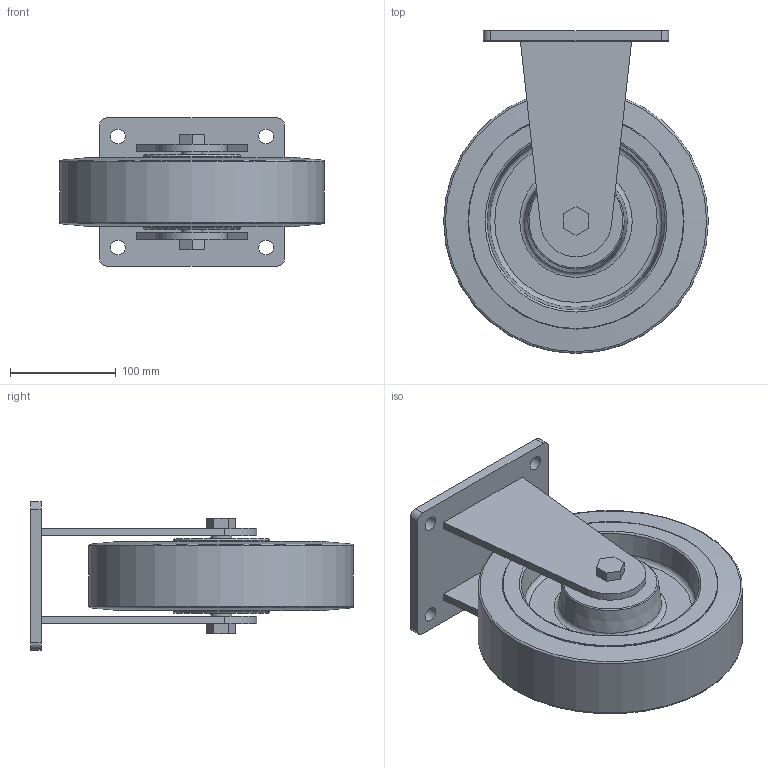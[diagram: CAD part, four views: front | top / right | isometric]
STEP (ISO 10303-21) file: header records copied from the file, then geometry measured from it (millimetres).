
FILE_DESCRIPTION(/* description */ ('STEP AP203'),/* implementation_level */ '2;1');
FILE_NAME(/* name */ 'K1769.2506010',/* time_stamp */ '2025-06-24T16:14:44+02:00',/* author */ ('License CC BY-ND 4.0'),/* organization */ ('CADENAS'),/* preprocessor_version */ 'ST-DEVELOPER v19.3',/* originating_system */ 'PARTsolutions',/* authorisation */ ' ');
FILE_SCHEMA (('CONFIG_CONTROL_DESIGN'));
Length unit declared in the file: millimetre
Products named in the file (1): K1769.2506010
Bounding box: 250 x 305 x 140 mm (x, y, z)
Volume: 2897466.5 mm3; surface area: 309622 mm2
Topology: 1 solids, 1 shells, 67 faces, 150 edges, 95 vertices
Faces by surface type: plane 34, cylinder 15, torus 12, cone 6
Full cylindrical faces by diameter (mm): 14 x4, 20.02 x2, 203.125 x2, 250 x1
Entity records: 1760 total; most frequent: DIRECTION 308, CARTESIAN_POINT 284, ORIENTED_EDGE 244, EDGE_CURVE 122, AXIS2_PLACEMENT_3D 118, EDGE_LOOP 114, FACE_BOUND 114, VERTEX_POINT 94
